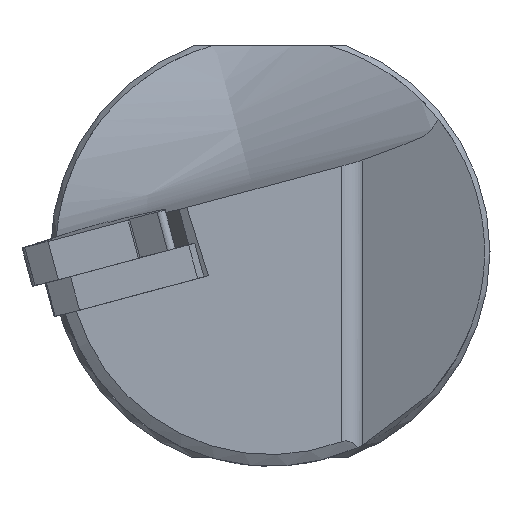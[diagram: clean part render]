
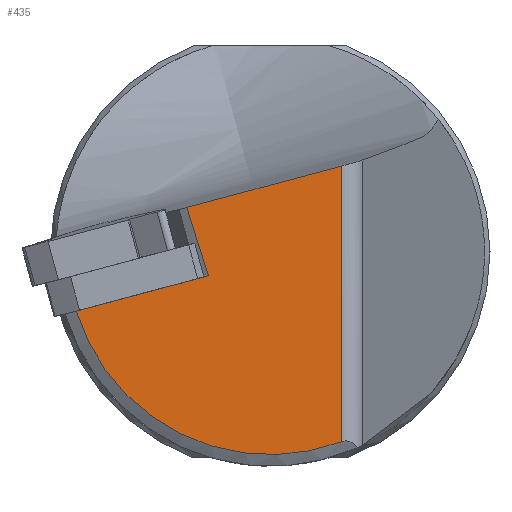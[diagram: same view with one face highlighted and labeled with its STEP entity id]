
A CAD part, left-side view. The second image highlights one B-rep face of the part: STEP entity #435.
In plain terms, the highlighted planar face has unit normal (-1, 0, 0).
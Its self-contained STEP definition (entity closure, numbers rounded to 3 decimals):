
#435=ADVANCED_FACE('',(#517),#473,.T.);
#473=PLANE('',#1308);
#517=FACE_OUTER_BOUND('',#567,.T.);
#567=EDGE_LOOP('',(#941,#942,#943,#944,#945,#946));
#593=CIRCLE('',#1285,18.445);
#607=LINE('',#1572,#690);
#639=LINE('',#1666,#722);
#649=LINE('',#2062,#732);
#650=LINE('',#2064,#733);
#690=VECTOR('',#1338,1.);
#722=VECTOR('',#1404,1.);
#732=VECTOR('',#1468,1.);
#733=VECTOR('',#1471,1.);
#782=B_SPLINE_CURVE_WITH_KNOTS('',3,(#1753,#1754,#1755,#1756),
 .UNSPECIFIED.,.F.,.F.,(4,4),(0.,1.),.UNSPECIFIED.);
#941=ORIENTED_EDGE('',*,*,#1211,.F.);
#942=ORIENTED_EDGE('',*,*,#1170,.F.);
#943=ORIENTED_EDGE('',*,*,#1132,.F.);
#944=ORIENTED_EDGE('',*,*,#1176,.T.);
#945=ORIENTED_EDGE('',*,*,#1210,.T.);
#946=ORIENTED_EDGE('',*,*,#1188,.F.);
#1049=VERTEX_POINT('',#1571);
#1050=VERTEX_POINT('',#1573);
#1075=VERTEX_POINT('',#1667);
#1078=VERTEX_POINT('',#1692);
#1088=VERTEX_POINT('',#1752);
#1089=VERTEX_POINT('',#1757);
#1132=EDGE_CURVE('',#1049,#1050,#607,.T.);
#1170=EDGE_CURVE('',#1050,#1075,#639,.T.);
#1176=EDGE_CURVE('',#1049,#1078,#593,.T.);
#1188=EDGE_CURVE('',#1088,#1089,#782,.T.);
#1210=EDGE_CURVE('',#1078,#1089,#649,.T.);
#1211=EDGE_CURVE('',#1075,#1088,#650,.T.);
#1285=AXIS2_PLACEMENT_3D('',#1693,#1416,#1417);
#1308=AXIS2_PLACEMENT_3D('',#2065,#1472,#1473);
#1338=DIRECTION('',(0.,-0.966,0.259));
#1404=DIRECTION('',(0.,-0.966,0.259));
#1416=DIRECTION('',(-1.,0.,0.));
#1417=DIRECTION('',(0.,1.,0.));
#1468=DIRECTION('',(0.,0.,1.));
#1471=DIRECTION('',(0.,0.302,0.953));
#1472=DIRECTION('',(-1.,0.,0.));
#1473=DIRECTION('',(0.,1.,0.));
#1571=CARTESIAN_POINT('',(0.591,17.643,-5.38));
#1572=CARTESIAN_POINT('',(0.591,-85.493,22.255));
#1573=CARTESIAN_POINT('',(0.591,6.279,-2.335));
#1666=CARTESIAN_POINT('',(0.591,-85.493,22.255));
#1667=CARTESIAN_POINT('',(0.591,5.629,-2.161));
#1692=CARTESIAN_POINT('',(0.591,-6.465,-17.275));
#1693=CARTESIAN_POINT('',(0.591,0.,0.));
#1752=CARTESIAN_POINT('',(0.591,7.596,4.043));
#1753=CARTESIAN_POINT('',(0.591,7.596,4.043));
#1754=CARTESIAN_POINT('',(0.591,2.909,5.299));
#1755=CARTESIAN_POINT('',(0.591,-1.778,6.555));
#1756=CARTESIAN_POINT('',(0.591,-6.465,7.811));
#1757=CARTESIAN_POINT('',(0.591,-6.465,7.811));
#2062=CARTESIAN_POINT('',(0.591,-6.465,415.96));
#2064=CARTESIAN_POINT('',(0.591,127.427,381.89));
#2065=CARTESIAN_POINT('',(0.591,20.,415.96));
